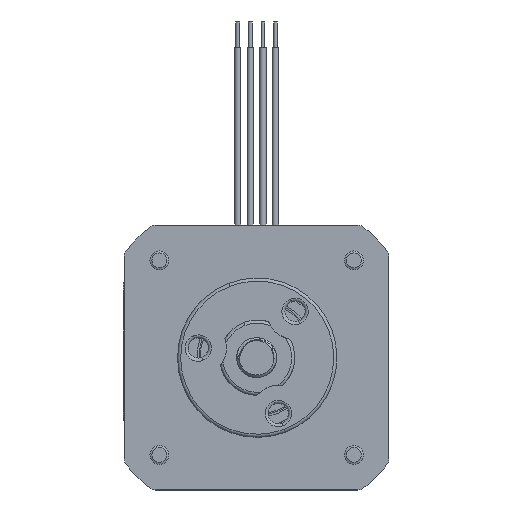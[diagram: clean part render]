
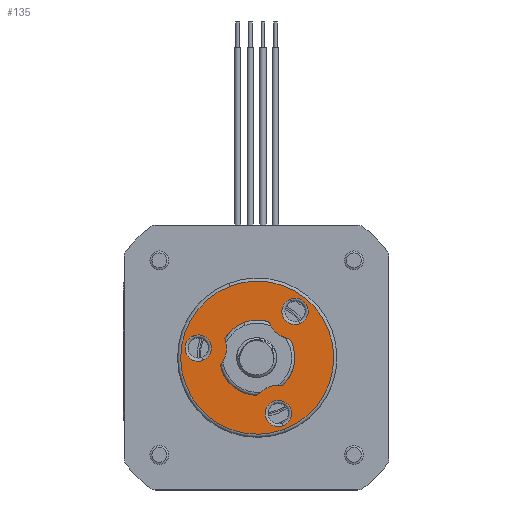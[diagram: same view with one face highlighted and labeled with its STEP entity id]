
A CAD part, front view. The second image highlights one B-rep face of the part: STEP entity #135.
In plain terms, the highlighted face is planar.
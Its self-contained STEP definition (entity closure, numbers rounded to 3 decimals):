
#127 = ORIENTED_EDGE ( 'NONE', *, *, #8453, .T. ) ;
#132 = EDGE_LOOP ( 'NONE', ( #26243, #2774 ) ) ;
#135 = ADVANCED_FACE ( 'NONE', ( #19651, #14534, #7143, #2072, #16103 ), #6102, .T. ) ;
#174 = AXIS2_PLACEMENT_3D ( 'NONE', #26152, #3650, #13823 ) ;
#204 = EDGE_CURVE ( 'NONE', #22376, #27153, #26941, .T. ) ;
#1101 = VERTEX_POINT ( 'NONE', #16849 ) ;
#1133 = CIRCLE ( 'NONE', #9494, 6. ) ;
#1338 = CARTESIAN_POINT ( 'NONE',  ( 2.182, 3.8, -5.589 ) ) ;
#1457 = DIRECTION ( 'NONE',  ( 0., -1., 0. ) ) ;
#1562 = EDGE_CURVE ( 'NONE', #2184, #8086, #14988, .T. ) ;
#1914 = CARTESIAN_POINT ( 'NONE',  ( -8.249, 3.8, 2.662 ) ) ;
#1938 = CARTESIAN_POINT ( 'NONE',  ( 8.249, 3.8, 4.762 ) ) ;
#1979 = EDGE_LOOP ( 'NONE', ( #24658, #18583, #29318, #21057, #17705, #7061, #5178 ) ) ;
#2072 = FACE_BOUND ( 'NONE', #2336, .T. ) ;
#2184 = VERTEX_POINT ( 'NONE', #19054 ) ;
#2336 = EDGE_LOOP ( 'NONE', ( #30304, #8908 ) ) ;
#2774 = ORIENTED_EDGE ( 'NONE', *, *, #7274, .T. ) ;
#3549 = CIRCLE ( 'NONE', #8265, 4.5 ) ;
#3644 = VERTEX_POINT ( 'NONE', #4433 ) ;
#3650 = DIRECTION ( 'NONE',  ( 0., 1., 0. ) ) ;
#3730 = AXIS2_PLACEMENT_3D ( 'NONE', #16337, #26387, #26535 ) ;
#3865 = DIRECTION ( 'NONE',  ( 0., -1., 0. ) ) ;
#4181 = CARTESIAN_POINT ( 'NONE',  ( -2.182, 3.8, -5.589 ) ) ;
#4433 = CARTESIAN_POINT ( 'NONE',  ( -5.931, 3.8, 0.905 ) ) ;
#4468 = DIRECTION ( 'NONE',  ( 0., 0., 1. ) ) ;
#4615 = CIRCLE ( 'NONE', #12974, 6. ) ;
#4809 = CIRCLE ( 'NONE', #21601, 6. ) ;
#5178 = ORIENTED_EDGE ( 'NONE', *, *, #27419, .T. ) ;
#5413 = DIRECTION ( 'NONE',  ( 0., 0., 1. ) ) ;
#5798 = DIRECTION ( 'NONE',  ( 0., 0., 1. ) ) ;
#6102 = PLANE ( 'NONE',  #174 ) ;
#6515 = EDGE_CURVE ( 'NONE', #29561, #12158, #15743, .T. ) ;
#7061 = ORIENTED_EDGE ( 'NONE', *, *, #7327, .F. ) ;
#7143 = FACE_BOUND ( 'NONE', #132, .T. ) ;
#7274 = EDGE_CURVE ( 'NONE', #1101, #19539, #25754, .T. ) ;
#7327 = EDGE_CURVE ( 'NONE', #32379, #24136, #1133, .T. ) ;
#7407 = DIRECTION ( 'NONE',  ( 0., 0., 1. ) ) ;
#7560 = DIRECTION ( 'NONE',  ( 0., 1., 0. ) ) ;
#8086 = VERTEX_POINT ( 'NONE', #18278 ) ;
#8238 = DIRECTION ( 'NONE',  ( 0., 1., 0. ) ) ;
#8265 = AXIS2_PLACEMENT_3D ( 'NONE', #25152, #29896, #7407 ) ;
#8453 = EDGE_CURVE ( 'NONE', #30427, #27993, #28429, .T. ) ;
#8713 = CARTESIAN_POINT ( 'NONE',  ( 0., 3.8, -9.525 ) ) ;
#8908 = ORIENTED_EDGE ( 'NONE', *, *, #204, .T. ) ;
#9241 = EDGE_LOOP ( 'NONE', ( #29106, #25865 ) ) ;
#9494 = AXIS2_PLACEMENT_3D ( 'NONE', #22147, #25241, #27227 ) ;
#9698 = CARTESIAN_POINT ( 'NONE',  ( 8.249, 3.8, 4.762 ) ) ;
#9894 = DIRECTION ( 'NONE',  ( 0., 0., 1. ) ) ;
#10313 = DIRECTION ( 'NONE',  ( 0., 0., 1. ) ) ;
#10387 = CARTESIAN_POINT ( 'NONE',  ( 0., 3.8, -11.625 ) ) ;
#10405 = CIRCLE ( 'NONE', #11469, 2.1 ) ;
#11459 = CIRCLE ( 'NONE', #30317, 2.1 ) ;
#11469 = AXIS2_PLACEMENT_3D ( 'NONE', #9698, #28947, #4468 ) ;
#12158 = VERTEX_POINT ( 'NONE', #20497 ) ;
#12514 = CARTESIAN_POINT ( 'NONE',  ( 8.249, 3.8, 4.762 ) ) ;
#12752 = AXIS2_PLACEMENT_3D ( 'NONE', #8713, #21062, #18252 ) ;
#12974 = AXIS2_PLACEMENT_3D ( 'NONE', #30733, #8238, #5798 ) ;
#13746 = AXIS2_PLACEMENT_3D ( 'NONE', #18368, #18194, #5413 ) ;
#13823 = DIRECTION ( 'NONE',  ( 1., 0., 0. ) ) ;
#14515 = EDGE_CURVE ( 'NONE', #30311, #24862, #4809, .T. ) ;
#14534 = FACE_BOUND ( 'NONE', #20963, .T. ) ;
#14988 = CIRCLE ( 'NONE', #31317, 12.2 ) ;
#15130 = DIRECTION ( 'NONE',  ( 0., 1., 0. ) ) ;
#15743 = CIRCLE ( 'NONE', #3730, 4.5 ) ;
#15944 = EDGE_CURVE ( 'NONE', #30311, #3644, #32094, .T. ) ;
#15988 = DIRECTION ( 'NONE',  ( 0., 0., 1. ) ) ;
#16103 = FACE_OUTER_BOUND ( 'NONE', #9241, .T. ) ;
#16337 = CARTESIAN_POINT ( 'NONE',  ( 0., 3.8, -9.525 ) ) ;
#16849 = CARTESIAN_POINT ( 'NONE',  ( 8.249, 3.8, 2.662 ) ) ;
#17084 = CARTESIAN_POINT ( 'NONE',  ( 3.75, 3.8, 4.684 ) ) ;
#17258 = CARTESIAN_POINT ( 'NONE',  ( 0., 3.8, 0. ) ) ;
#17289 = DIRECTION ( 'NONE',  ( 0., 1., 0. ) ) ;
#17392 = CARTESIAN_POINT ( 'NONE',  ( -8.249, 3.8, 4.763 ) ) ;
#17586 = EDGE_CURVE ( 'NONE', #27993, #30427, #19579, .T. ) ;
#17705 = ORIENTED_EDGE ( 'NONE', *, *, #23971, .T. ) ;
#17982 = AXIS2_PLACEMENT_3D ( 'NONE', #25235, #17997, #23257 ) ;
#17997 = DIRECTION ( 'NONE',  ( 0., -1., 0. ) ) ;
#18194 = DIRECTION ( 'NONE',  ( 0., -1., 0. ) ) ;
#18252 = DIRECTION ( 'NONE',  ( 0., 0., 1. ) ) ;
#18278 = CARTESIAN_POINT ( 'NONE',  ( 0., 3.8, -12.2 ) ) ;
#18368 = CARTESIAN_POINT ( 'NONE',  ( -8.249, 3.8, 4.763 ) ) ;
#18583 = ORIENTED_EDGE ( 'NONE', *, *, #15944, .T. ) ;
#18985 = ORIENTED_EDGE ( 'NONE', *, *, #17586, .T. ) ;
#19054 = CARTESIAN_POINT ( 'NONE',  ( 0., 3.8, 12.2 ) ) ;
#19539 = VERTEX_POINT ( 'NONE', #20078 ) ;
#19572 = CARTESIAN_POINT ( 'NONE',  ( 0., 3.8, 0. ) ) ;
#19579 = CIRCLE ( 'NONE', #17982, 2.1 ) ;
#19651 = FACE_BOUND ( 'NONE', #1979, .T. ) ;
#20078 = CARTESIAN_POINT ( 'NONE',  ( 8.249, 3.8, 6.863 ) ) ;
#20497 = CARTESIAN_POINT ( 'NONE',  ( 0., 3.8, -5.025 ) ) ;
#20931 = CARTESIAN_POINT ( 'NONE',  ( 0., 3.8, -7.425 ) ) ;
#20963 = EDGE_LOOP ( 'NONE', ( #18985, #127 ) ) ;
#21057 = ORIENTED_EDGE ( 'NONE', *, *, #6515, .T. ) ;
#21062 = DIRECTION ( 'NONE',  ( 0., -1., 0. ) ) ;
#21601 = AXIS2_PLACEMENT_3D ( 'NONE', #17258, #7560, #28585 ) ;
#22147 = CARTESIAN_POINT ( 'NONE',  ( 0., 3.8, 0. ) ) ;
#22376 = VERTEX_POINT ( 'NONE', #10387 ) ;
#22420 = EDGE_CURVE ( 'NONE', #29561, #3644, #4615, .T. ) ;
#23257 = DIRECTION ( 'NONE',  ( 0., 0., 1. ) ) ;
#23971 = EDGE_CURVE ( 'NONE', #12158, #24136, #3549, .T. ) ;
#24136 = VERTEX_POINT ( 'NONE', #1338 ) ;
#24658 = ORIENTED_EDGE ( 'NONE', *, *, #14515, .F. ) ;
#24676 = CARTESIAN_POINT ( 'NONE',  ( 5.931, 3.8, 0.905 ) ) ;
#24862 = VERTEX_POINT ( 'NONE', #17084 ) ;
#24914 = EDGE_CURVE ( 'NONE', #19539, #1101, #10405, .T. ) ;
#25152 = CARTESIAN_POINT ( 'NONE',  ( 0., 3.8, -9.525 ) ) ;
#25235 = CARTESIAN_POINT ( 'NONE',  ( -8.249, 3.8, 4.763 ) ) ;
#25241 = DIRECTION ( 'NONE',  ( 0., 1., 0. ) ) ;
#25754 = CIRCLE ( 'NONE', #28382, 2.1 ) ;
#25865 = ORIENTED_EDGE ( 'NONE', *, *, #26465, .T. ) ;
#26152 = CARTESIAN_POINT ( 'NONE',  ( 0., 3.8, 0. ) ) ;
#26243 = ORIENTED_EDGE ( 'NONE', *, *, #24914, .T. ) ;
#26324 = DIRECTION ( 'NONE',  ( 0., 0., 1. ) ) ;
#26387 = DIRECTION ( 'NONE',  ( 0., 1., 0. ) ) ;
#26465 = EDGE_CURVE ( 'NONE', #8086, #2184, #26744, .T. ) ;
#26535 = DIRECTION ( 'NONE',  ( 0., 0., 1. ) ) ;
#26744 = CIRCLE ( 'NONE', #32481, 12.2 ) ;
#26941 = CIRCLE ( 'NONE', #12752, 2.1 ) ;
#27005 = DIRECTION ( 'NONE',  ( 0., 0., 1. ) ) ;
#27153 = VERTEX_POINT ( 'NONE', #20931 ) ;
#27160 = CARTESIAN_POINT ( 'NONE',  ( 0., 3.8, 0. ) ) ;
#27227 = DIRECTION ( 'NONE',  ( 0., 0., 1. ) ) ;
#27419 = EDGE_CURVE ( 'NONE', #32379, #24862, #28205, .T. ) ;
#27993 = VERTEX_POINT ( 'NONE', #30971 ) ;
#28205 = CIRCLE ( 'NONE', #31847, 4.5 ) ;
#28382 = AXIS2_PLACEMENT_3D ( 'NONE', #1938, #1457, #31654 ) ;
#28429 = CIRCLE ( 'NONE', #13746, 2.1 ) ;
#28585 = DIRECTION ( 'NONE',  ( 0., 0., 1. ) ) ;
#28947 = DIRECTION ( 'NONE',  ( 0., -1., 0. ) ) ;
#28969 = AXIS2_PLACEMENT_3D ( 'NONE', #17392, #30348, #10313 ) ;
#29106 = ORIENTED_EDGE ( 'NONE', *, *, #1562, .T. ) ;
#29160 = CARTESIAN_POINT ( 'NONE',  ( -3.75, 3.8, 4.684 ) ) ;
#29318 = ORIENTED_EDGE ( 'NONE', *, *, #22420, .F. ) ;
#29401 = DIRECTION ( 'NONE',  ( 0., 1., 0. ) ) ;
#29561 = VERTEX_POINT ( 'NONE', #4181 ) ;
#29896 = DIRECTION ( 'NONE',  ( 0., 1., 0. ) ) ;
#30304 = ORIENTED_EDGE ( 'NONE', *, *, #30613, .T. ) ;
#30311 = VERTEX_POINT ( 'NONE', #29160 ) ;
#30317 = AXIS2_PLACEMENT_3D ( 'NONE', #31594, #3865, #15988 ) ;
#30348 = DIRECTION ( 'NONE',  ( 0., 1., 0. ) ) ;
#30427 = VERTEX_POINT ( 'NONE', #1914 ) ;
#30613 = EDGE_CURVE ( 'NONE', #27153, #22376, #11459, .T. ) ;
#30733 = CARTESIAN_POINT ( 'NONE',  ( 0., 3.8, 0. ) ) ;
#30971 = CARTESIAN_POINT ( 'NONE',  ( -8.249, 3.8, 6.863 ) ) ;
#31317 = AXIS2_PLACEMENT_3D ( 'NONE', #27160, #17289, #27005 ) ;
#31594 = CARTESIAN_POINT ( 'NONE',  ( 0., 3.8, -9.525 ) ) ;
#31654 = DIRECTION ( 'NONE',  ( 0., 0., 1. ) ) ;
#31847 = AXIS2_PLACEMENT_3D ( 'NONE', #12514, #15130, #9894 ) ;
#32094 = CIRCLE ( 'NONE', #28969, 4.5 ) ;
#32379 = VERTEX_POINT ( 'NONE', #24676 ) ;
#32481 = AXIS2_PLACEMENT_3D ( 'NONE', #19572, #29401, #26324 ) ;
